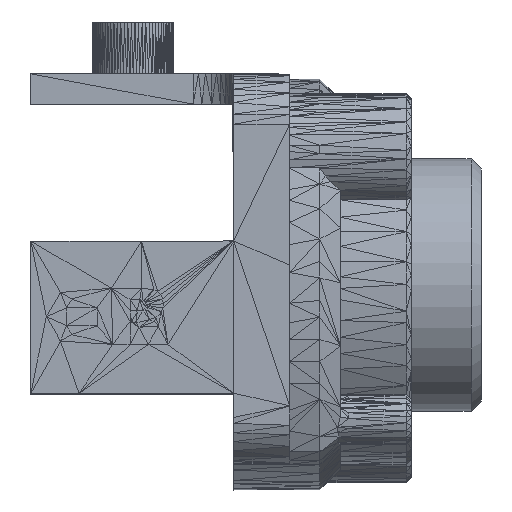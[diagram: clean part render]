
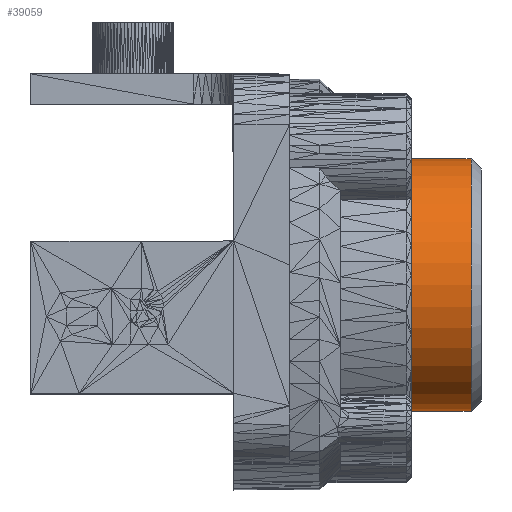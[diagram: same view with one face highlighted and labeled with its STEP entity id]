
A CAD part, top view. The second image highlights one B-rep face of the part: STEP entity #39059.
In plain terms, the highlighted cylindrical face has radius 12.45 mm (diameter 24.9 mm), a full revolution.
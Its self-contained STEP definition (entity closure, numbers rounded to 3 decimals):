
#3464=CYLINDRICAL_SURFACE('',#42467,12.45);
#3478=FACE_OUTER_BOUND('',#6882,.T.);
#6882=EDGE_LOOP('',(#28171,#28172,#28173,#28174));
#10298=LINE('',#58994,#15312);
#15312=VECTOR('',#46310,12.45);
#20326=CIRCLE('',#42466,12.45);
#20327=CIRCLE('',#42468,12.45);
#20710=VERTEX_POINT('',#58989);
#20711=VERTEX_POINT('',#58993);
#22724=EDGE_CURVE('',#20710,#20710,#20326,.T.);
#22725=EDGE_CURVE('',#20710,#20711,#10298,.T.);
#22726=EDGE_CURVE('',#20711,#20711,#20327,.T.);
#28171=ORIENTED_EDGE('',*,*,#22724,.F.);
#28172=ORIENTED_EDGE('',*,*,#22725,.T.);
#28173=ORIENTED_EDGE('',*,*,#22726,.T.);
#28174=ORIENTED_EDGE('',*,*,#22725,.F.);
#39059=ADVANCED_FACE('',(#3478),#3464,.T.);
#42466=AXIS2_PLACEMENT_3D('',#58991,#46306,#46307);
#42467=AXIS2_PLACEMENT_3D('',#58992,#46308,#46309);
#42468=AXIS2_PLACEMENT_3D('',#58995,#46311,#46312);
#46306=DIRECTION('center_axis',(1.,0.,
0.));
#46307=DIRECTION('ref_axis',(0.,1.,0.));
#46308=DIRECTION('center_axis',(-1.,0.,
0.));
#46309=DIRECTION('ref_axis',(0.,1.,0.));
#46310=DIRECTION('',(-1.,0.,0.));
#46311=DIRECTION('center_axis',(1.,0.,
0.));
#46312=DIRECTION('ref_axis',(0.,1.,0.));
#58989=CARTESIAN_POINT('',(24.655,-14.82,27.999));
#58991=CARTESIAN_POINT('Origin',(24.653,-2.37,27.999));
#58992=CARTESIAN_POINT('Origin',(25.653,-2.369,27.999));
#58993=CARTESIAN_POINT('',(18.652,-14.821,28.));
#58994=CARTESIAN_POINT('',(25.655,-14.819,27.999));
#58995=CARTESIAN_POINT('Origin',(18.65,-2.371,28.));
